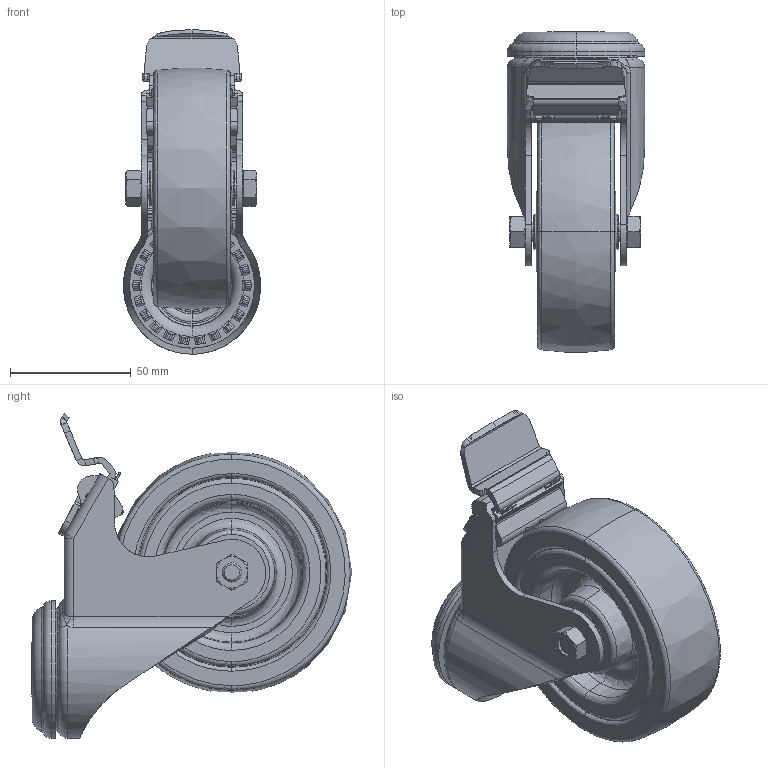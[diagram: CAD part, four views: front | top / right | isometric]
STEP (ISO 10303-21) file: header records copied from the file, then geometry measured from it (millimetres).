
FILE_DESCRIPTION (( 'STEP AP214' ), '1' );
FILE_NAME ('Accessories for aluminium profiles098S100GDN.step', '2016-10-19T13:38:11', ( '' ), ( '' ), 'SwSTEP 2.0', 'SolidWorks 2016', '' );
FILE_SCHEMA (( 'AUTOMOTIVE_DESIGN' ));
Length unit declared in the file: millimetre
Products named in the file (5): VPA_101_8K_105080-214_selction no pls; 4DIN931M08048MS01; 4DIN934M08M; 098SR.u.Tab_098S100D; Accessories for aluminium profiles098S100GDN
Assembly tree (4 placements, depth 2):
  Accessories for aluminium profiles098S100GDN
    098SR.u.Tab_098S100D
    4DIN934M08M
    4DIN931M08048MS01
    VPA_101_8K_105080-214_selction no pls
Bounding box: 57 x 132.89 x 134.57 mm (x, y, z)
Volume: 284619 mm3; surface area: 79874.4 mm2
Topology: 23 solids, 26 shells, 1584 faces, 4087 edges, 2605 vertices
Faces by surface type: plane 701, bspline 367, cylinder 342, torus 104, cone 66, sphere 4
Entity records: 72785 total; most frequent: CARTESIAN_POINT 33219, ORIENTED_EDGE 8158, DIRECTION 6156, EDGE_CURVE 4079, VERTEX_POINT 2603, LINE 2208, VECTOR 2208, AXIS2_PLACEMENT_3D 1974
